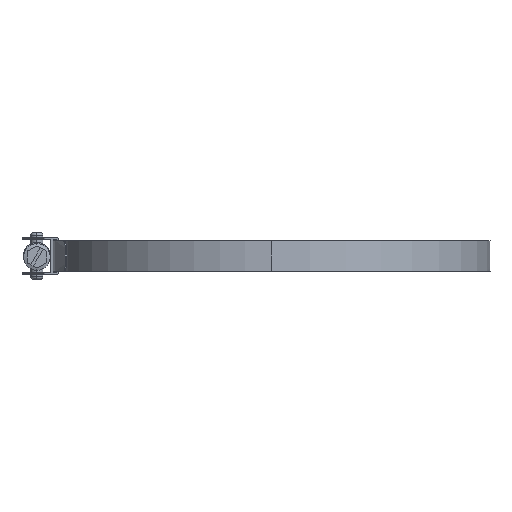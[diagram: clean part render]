
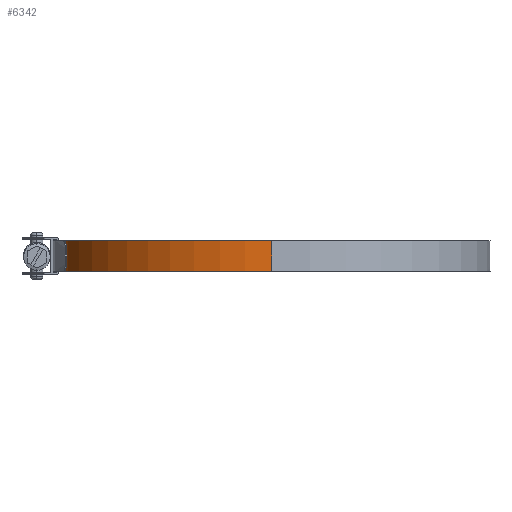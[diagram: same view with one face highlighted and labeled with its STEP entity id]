
A CAD part, left-side view. The second image highlights one B-rep face of the part: STEP entity #6342.
In plain terms, the highlighted cylindrical face has radius 89.53 mm (diameter 179.06 mm), a partial arc.
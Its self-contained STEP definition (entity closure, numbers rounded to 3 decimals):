
#156 = ORIENTED_EDGE ( 'NONE', *, *, #4482, .F. ) ;
#645 = AXIS2_PLACEMENT_3D ( 'NONE', #9580, #4376, #12794 ) ;
#663 = EDGE_LOOP ( 'NONE', ( #156, #8884, #11940, #11845 ) ) ;
#1126 = VECTOR ( 'NONE', #2410, 1000. ) ;
#1378 = VERTEX_POINT ( 'NONE', #7813 ) ;
#2133 = CARTESIAN_POINT ( 'NONE',  ( 0., 89.53, 6.35 ) ) ;
#2410 = DIRECTION ( 'NONE',  ( 0., 0., -1. ) ) ;
#2754 = CARTESIAN_POINT ( 'NONE',  ( 0., 0., 6.35 ) ) ;
#3703 = EDGE_CURVE ( 'NONE', #13035, #1378, #11808, .T. ) ;
#3769 = DIRECTION ( 'NONE',  ( 0., 0., -1. ) ) ;
#3840 = DIRECTION ( 'NONE',  ( 0., 0., -1. ) ) ;
#3906 = LINE ( 'NONE', #7788, #9862 ) ;
#3908 = FACE_OUTER_BOUND ( 'NONE', #663, .T. ) ;
#3947 = EDGE_CURVE ( 'NONE', #13035, #10350, #9851, .T. ) ;
#4376 = DIRECTION ( 'NONE',  ( 0., 0., 1. ) ) ;
#4482 = EDGE_CURVE ( 'NONE', #10350, #9881, #3906, .T. ) ;
#5577 = AXIS2_PLACEMENT_3D ( 'NONE', #5750, #3840, #5970 ) ;
#5643 = EDGE_CURVE ( 'NONE', #1378, #9881, #7830, .T. ) ;
#5750 = CARTESIAN_POINT ( 'NONE',  ( 0., 0., 6.35 ) ) ;
#5970 = DIRECTION ( 'NONE',  ( -1., 0., 0. ) ) ;
#6342 = ADVANCED_FACE ( 'NONE', ( #3908 ), #10077, .T. ) ;
#6842 = DIRECTION ( 'NONE',  ( 0., 0., 1. ) ) ;
#7788 = CARTESIAN_POINT ( 'NONE',  ( -89.53, 0., 6.35 ) ) ;
#7813 = CARTESIAN_POINT ( 'NONE',  ( 0., 89.53, -6.35 ) ) ;
#7830 = CIRCLE ( 'NONE', #645, 89.53 ) ;
#8205 = DIRECTION ( 'NONE',  ( 1., 0., 0. ) ) ;
#8884 = ORIENTED_EDGE ( 'NONE', *, *, #3947, .F. ) ;
#9580 = CARTESIAN_POINT ( 'NONE',  ( 0., 0., -6.35 ) ) ;
#9851 = CIRCLE ( 'NONE', #12280, 89.53 ) ;
#9862 = VECTOR ( 'NONE', #3769, 1000. ) ;
#9881 = VERTEX_POINT ( 'NONE', #10493 ) ;
#10077 = CYLINDRICAL_SURFACE ( 'NONE', #5577, 89.53 ) ;
#10350 = VERTEX_POINT ( 'NONE', #12455 ) ;
#10493 = CARTESIAN_POINT ( 'NONE',  ( -89.53, 0., -6.35 ) ) ;
#11808 = LINE ( 'NONE', #12944, #1126 ) ;
#11845 = ORIENTED_EDGE ( 'NONE', *, *, #5643, .T. ) ;
#11940 = ORIENTED_EDGE ( 'NONE', *, *, #3703, .T. ) ;
#12280 = AXIS2_PLACEMENT_3D ( 'NONE', #2754, #6842, #8205 ) ;
#12455 = CARTESIAN_POINT ( 'NONE',  ( -89.53, 0., 6.35 ) ) ;
#12794 = DIRECTION ( 'NONE',  ( 1., 0., 0. ) ) ;
#12944 = CARTESIAN_POINT ( 'NONE',  ( 0., 89.53, 6.35 ) ) ;
#13035 = VERTEX_POINT ( 'NONE', #2133 ) ;
